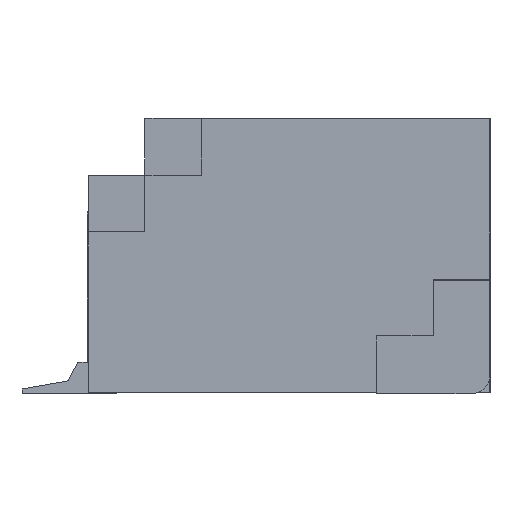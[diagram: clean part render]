
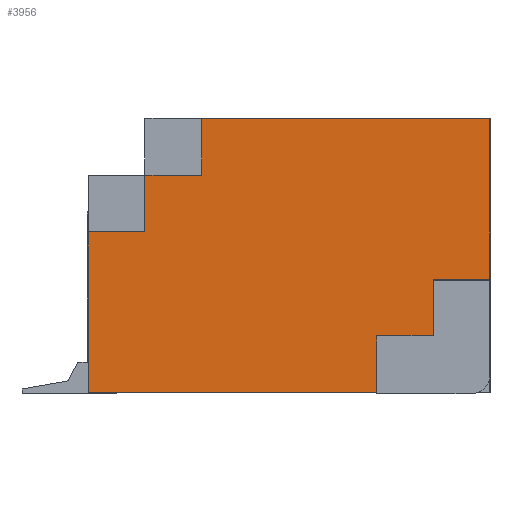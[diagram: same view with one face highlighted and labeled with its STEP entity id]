
A CAD part, left-side view. The second image highlights one B-rep face of the part: STEP entity #3956.
In plain terms, the highlighted planar face has unit normal (-1, 0, 0).
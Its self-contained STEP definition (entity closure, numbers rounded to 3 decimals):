
#102 = EDGE_CURVE ( 'NONE', #11204, #5197, #13235, .T. ) ;
#247 = VERTEX_POINT ( 'NONE', #22192 ) ;
#439 = LINE ( 'NONE', #6367, #24448 ) ;
#514 = VECTOR ( 'NONE', #14140, 1000. ) ;
#626 = DIRECTION ( 'NONE',  ( 0., 0., 1. ) ) ;
#1014 = EDGE_CURVE ( 'NONE', #5197, #23998, #2215, .T. ) ;
#1122 = CARTESIAN_POINT ( 'NONE',  ( -1.5, 0.925, 2.9 ) ) ;
#1476 = EDGE_LOOP ( 'NONE', ( #5773, #17954, #10691, #20833, #11883, #6399, #14395, #24792, #12946, #9650, #19289, #14455 ) ) ;
#1533 = CARTESIAN_POINT ( 'NONE',  ( -1.5, 2.125, 2.9 ) ) ;
#2215 = LINE ( 'NONE', #12121, #7082 ) ;
#2248 = LINE ( 'NONE', #16118, #514 ) ;
#2326 = VERTEX_POINT ( 'NONE', #6326 ) ;
#2821 = CARTESIAN_POINT ( 'NONE',  ( -1.5, -0.925, 0.6 ) ) ;
#2960 = EDGE_CURVE ( 'NONE', #2326, #17558, #439, .T. ) ;
#3175 = CARTESIAN_POINT ( 'NONE',  ( -1.5, -1.525, 1.2 ) ) ;
#3379 = DIRECTION ( 'NONE',  ( 1., 0., 0. ) ) ;
#3915 = VERTEX_POINT ( 'NONE', #21495 ) ;
#3956 = ADVANCED_FACE ( 'NONE', ( #13579 ), #9748, .F. ) ;
#4550 = LINE ( 'NONE', #21947, #25600 ) ;
#5032 = VECTOR ( 'NONE', #23383, 1000. ) ;
#5197 = VERTEX_POINT ( 'NONE', #8639 ) ;
#5601 = VECTOR ( 'NONE', #7294, 1000. ) ;
#5696 = VECTOR ( 'NONE', #11364, 1000. ) ;
#5773 = ORIENTED_EDGE ( 'NONE', *, *, #16560, .F. ) ;
#5881 = EDGE_CURVE ( 'NONE', #17558, #16003, #24770, .T. ) ;
#5895 = CARTESIAN_POINT ( 'NONE',  ( -1.5, -1.525, 1.2 ) ) ;
#6326 = CARTESIAN_POINT ( 'NONE',  ( -1.5, 2.125, 1.7 ) ) ;
#6367 = CARTESIAN_POINT ( 'NONE',  ( -1.5, 2.125, 2.9 ) ) ;
#6399 = ORIENTED_EDGE ( 'NONE', *, *, #2960, .T. ) ;
#6622 = CARTESIAN_POINT ( 'NONE',  ( -1.5, -2.125, 2.9 ) ) ;
#6858 = EDGE_CURVE ( 'NONE', #7494, #23140, #15585, .T. ) ;
#7082 = VECTOR ( 'NONE', #20318, 1000. ) ;
#7294 = DIRECTION ( 'NONE',  ( 0., 1., 0. ) ) ;
#7410 = CARTESIAN_POINT ( 'NONE',  ( -1.5, -0.925, 0.6 ) ) ;
#7425 = LINE ( 'NONE', #25010, #10539 ) ;
#7494 = VERTEX_POINT ( 'NONE', #6622 ) ;
#8233 = VECTOR ( 'NONE', #25753, 1000. ) ;
#8639 = CARTESIAN_POINT ( 'NONE',  ( -1.5, -1.525, 0.6 ) ) ;
#8686 = DIRECTION ( 'NONE',  ( 0., 0., 1. ) ) ;
#9118 = VECTOR ( 'NONE', #11245, 1000. ) ;
#9650 = ORIENTED_EDGE ( 'NONE', *, *, #102, .F. ) ;
#9748 = PLANE ( 'NONE',  #18644 ) ;
#10539 = VECTOR ( 'NONE', #13128, 1000. ) ;
#10691 = ORIENTED_EDGE ( 'NONE', *, *, #20579, .F. ) ;
#10914 = DIRECTION ( 'NONE',  ( 0., -1., 0. ) ) ;
#11204 = VERTEX_POINT ( 'NONE', #5895 ) ;
#11245 = DIRECTION ( 'NONE',  ( 0., 0., -1. ) ) ;
#11364 = DIRECTION ( 'NONE',  ( 0., -1., 0. ) ) ;
#11883 = ORIENTED_EDGE ( 'NONE', *, *, #25839, .F. ) ;
#12121 = CARTESIAN_POINT ( 'NONE',  ( -1.5, -1.525, 0.6 ) ) ;
#12687 = CARTESIAN_POINT ( 'NONE',  ( -1.5, 0.925, 2.3 ) ) ;
#12946 = ORIENTED_EDGE ( 'NONE', *, *, #1014, .F. ) ;
#13128 = DIRECTION ( 'NONE',  ( 0., -1., 0. ) ) ;
#13235 = LINE ( 'NONE', #3175, #9118 ) ;
#13259 = CARTESIAN_POINT ( 'NONE',  ( -1.5, 2.125, 0. ) ) ;
#13477 = LINE ( 'NONE', #25342, #5696 ) ;
#13579 = FACE_OUTER_BOUND ( 'NONE', #1476, .T. ) ;
#13979 = EDGE_CURVE ( 'NONE', #23998, #16003, #25499, .T. ) ;
#14140 = DIRECTION ( 'NONE',  ( 0., -1., 0. ) ) ;
#14395 = ORIENTED_EDGE ( 'NONE', *, *, #5881, .T. ) ;
#14455 = ORIENTED_EDGE ( 'NONE', *, *, #6858, .F. ) ;
#15293 = CARTESIAN_POINT ( 'NONE',  ( -1.5, -0.925, 0. ) ) ;
#15571 = VECTOR ( 'NONE', #8686, 1000. ) ;
#15585 = LINE ( 'NONE', #25364, #8233 ) ;
#15752 = VERTEX_POINT ( 'NONE', #12687 ) ;
#15808 = DIRECTION ( 'NONE',  ( 0., 0., -1. ) ) ;
#16003 = VERTEX_POINT ( 'NONE', #15293 ) ;
#16118 = CARTESIAN_POINT ( 'NONE',  ( -1.5, 2.125, 1.7 ) ) ;
#16560 = EDGE_CURVE ( 'NONE', #19192, #7494, #7425, .T. ) ;
#16730 = CARTESIAN_POINT ( 'NONE',  ( -1.5, 1.525, 1.7 ) ) ;
#17558 = VERTEX_POINT ( 'NONE', #13259 ) ;
#17954 = ORIENTED_EDGE ( 'NONE', *, *, #22007, .F. ) ;
#18644 = AXIS2_PLACEMENT_3D ( 'NONE', #1533, #3379, #15808 ) ;
#18736 = LINE ( 'NONE', #16730, #15571 ) ;
#19192 = VERTEX_POINT ( 'NONE', #1122 ) ;
#19289 = ORIENTED_EDGE ( 'NONE', *, *, #19662, .F. ) ;
#19662 = EDGE_CURVE ( 'NONE', #23140, #11204, #23792, .T. ) ;
#20086 = EDGE_CURVE ( 'NONE', #3915, #247, #18736, .T. ) ;
#20318 = DIRECTION ( 'NONE',  ( 0., 1., 0. ) ) ;
#20579 = EDGE_CURVE ( 'NONE', #247, #15752, #13477, .T. ) ;
#20833 = ORIENTED_EDGE ( 'NONE', *, *, #20086, .F. ) ;
#20851 = VECTOR ( 'NONE', #10914, 1000. ) ;
#21495 = CARTESIAN_POINT ( 'NONE',  ( -1.5, 1.525, 1.7 ) ) ;
#21947 = CARTESIAN_POINT ( 'NONE',  ( -1.5, 0.925, 2.3 ) ) ;
#22007 = EDGE_CURVE ( 'NONE', #15752, #19192, #4550, .T. ) ;
#22192 = CARTESIAN_POINT ( 'NONE',  ( -1.5, 1.525, 2.3 ) ) ;
#23140 = VERTEX_POINT ( 'NONE', #23555 ) ;
#23383 = DIRECTION ( 'NONE',  ( 0., 0., -1. ) ) ;
#23555 = CARTESIAN_POINT ( 'NONE',  ( -1.5, -2.125, 1.2 ) ) ;
#23792 = LINE ( 'NONE', #25506, #5601 ) ;
#23998 = VERTEX_POINT ( 'NONE', #2821 ) ;
#24448 = VECTOR ( 'NONE', #25005, 1000. ) ;
#24770 = LINE ( 'NONE', #24904, #20851 ) ;
#24792 = ORIENTED_EDGE ( 'NONE', *, *, #13979, .F. ) ;
#24904 = CARTESIAN_POINT ( 'NONE',  ( -1.5, 2.125, 0. ) ) ;
#25005 = DIRECTION ( 'NONE',  ( 0., 0., -1. ) ) ;
#25010 = CARTESIAN_POINT ( 'NONE',  ( -1.5, 2.125, 2.9 ) ) ;
#25342 = CARTESIAN_POINT ( 'NONE',  ( -1.5, 1.525, 2.3 ) ) ;
#25364 = CARTESIAN_POINT ( 'NONE',  ( -1.5, -2.125, 2.9 ) ) ;
#25499 = LINE ( 'NONE', #7410, #5032 ) ;
#25506 = CARTESIAN_POINT ( 'NONE',  ( -1.5, -2.125, 1.2 ) ) ;
#25600 = VECTOR ( 'NONE', #626, 1000. ) ;
#25753 = DIRECTION ( 'NONE',  ( 0., 0., -1. ) ) ;
#25839 = EDGE_CURVE ( 'NONE', #2326, #3915, #2248, .T. ) ;
